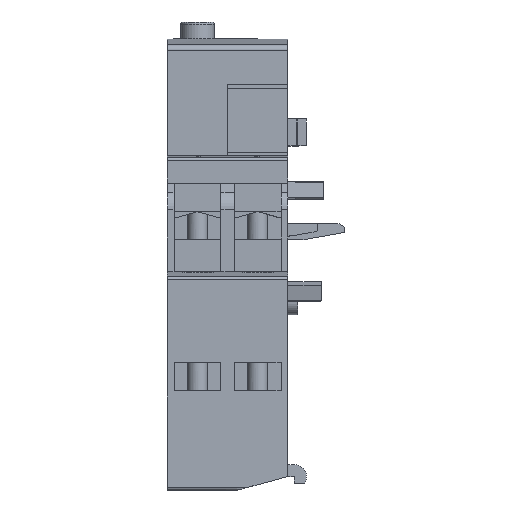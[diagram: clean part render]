
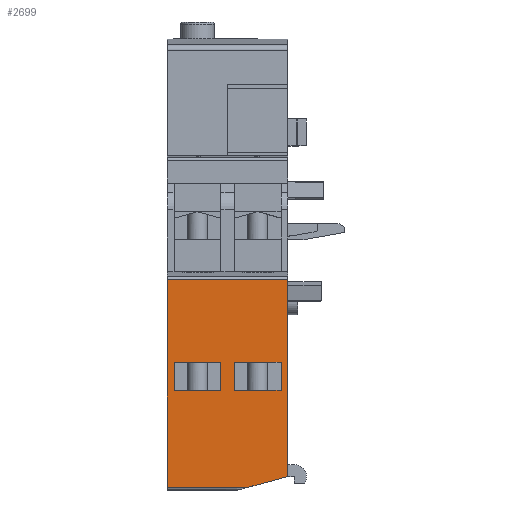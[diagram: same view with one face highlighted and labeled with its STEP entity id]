
A CAD part, front view. The second image highlights one B-rep face of the part: STEP entity #2699.
In plain terms, the highlighted planar face has unit normal (0, -1, 0).
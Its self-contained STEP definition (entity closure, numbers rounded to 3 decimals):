
#2699=ADVANCED_FACE('',(#3474,#3475,#3476),#3174,.T.);
#3174=PLANE('',#11408);
#3474=FACE_BOUND('',#3715,.T.);
#3475=FACE_BOUND('',#3716,.T.);
#3476=FACE_BOUND('',#3717,.T.);
#3715=EDGE_LOOP('',(#4831,#4832,#4833,#4834,#4835));
#3716=EDGE_LOOP('',(#4836,#4837,#4838,#4839));
#3717=EDGE_LOOP('',(#4840,#4841,#4842,#4843));
#4831=ORIENTED_EDGE('',*,*,#8151,.T.);
#4832=ORIENTED_EDGE('',*,*,#8152,.T.);
#4833=ORIENTED_EDGE('',*,*,#7970,.F.);
#4834=ORIENTED_EDGE('',*,*,#7864,.T.);
#4835=ORIENTED_EDGE('',*,*,#8153,.T.);
#4836=ORIENTED_EDGE('',*,*,#8154,.T.);
#4837=ORIENTED_EDGE('',*,*,#8155,.T.);
#4838=ORIENTED_EDGE('',*,*,#8156,.T.);
#4839=ORIENTED_EDGE('',*,*,#8157,.T.);
#4840=ORIENTED_EDGE('',*,*,#8158,.T.);
#4841=ORIENTED_EDGE('',*,*,#8159,.T.);
#4842=ORIENTED_EDGE('',*,*,#8160,.T.);
#4843=ORIENTED_EDGE('',*,*,#8161,.T.);
#6985=VERTEX_POINT('',#14532);
#6986=VERTEX_POINT('',#14534);
#7069=VERTEX_POINT('',#15070);
#7194=VERTEX_POINT('',#15443);
#7195=VERTEX_POINT('',#15444);
#7196=VERTEX_POINT('',#15448);
#7197=VERTEX_POINT('',#15449);
#7198=VERTEX_POINT('',#15451);
#7199=VERTEX_POINT('',#15453);
#7200=VERTEX_POINT('',#15456);
#7201=VERTEX_POINT('',#15457);
#7202=VERTEX_POINT('',#15459);
#7203=VERTEX_POINT('',#15461);
#7864=EDGE_CURVE('',#6986,#6985,#9168,.T.);
#7970=EDGE_CURVE('',#6986,#7069,#9236,.T.);
#8151=EDGE_CURVE('',#7194,#7195,#9409,.T.);
#8152=EDGE_CURVE('',#7195,#7069,#9410,.T.);
#8153=EDGE_CURVE('',#6985,#7194,#9411,.T.);
#8154=EDGE_CURVE('',#7196,#7197,#9412,.T.);
#8155=EDGE_CURVE('',#7197,#7198,#9413,.T.);
#8156=EDGE_CURVE('',#7198,#7199,#9414,.T.);
#8157=EDGE_CURVE('',#7199,#7196,#9415,.T.);
#8158=EDGE_CURVE('',#7200,#7201,#9416,.T.);
#8159=EDGE_CURVE('',#7201,#7202,#9417,.T.);
#8160=EDGE_CURVE('',#7202,#7203,#9418,.T.);
#8161=EDGE_CURVE('',#7203,#7200,#9419,.T.);
#9168=LINE('',#14533,#10067);
#9236=LINE('',#15073,#10135);
#9409=LINE('',#15442,#10308);
#9410=LINE('',#15445,#10309);
#9411=LINE('',#15446,#10310);
#9412=LINE('',#15447,#10311);
#9413=LINE('',#15450,#10312);
#9414=LINE('',#15452,#10313);
#9415=LINE('',#15454,#10314);
#9416=LINE('',#15455,#10315);
#9417=LINE('',#15458,#10316);
#9418=LINE('',#15460,#10317);
#9419=LINE('',#15462,#10318);
#10067=VECTOR('',#12069,1.);
#10135=VECTOR('',#12243,1.);
#10308=VECTOR('',#12562,1.);
#10309=VECTOR('',#12563,1.);
#10310=VECTOR('',#12564,1.);
#10311=VECTOR('',#12565,1.);
#10312=VECTOR('',#12566,1.);
#10313=VECTOR('',#12567,1.);
#10314=VECTOR('',#12568,1.);
#10315=VECTOR('',#12569,1.);
#10316=VECTOR('',#12570,1.);
#10317=VECTOR('',#12571,1.);
#10318=VECTOR('',#12572,1.);
#11408=AXIS2_PLACEMENT_3D('',#15463,#12573,#12574);
#12069=DIRECTION('',(0.,0.,-1.));
#12243=DIRECTION('',(1.,0.,0.));
#12562=DIRECTION('',(0.966,0.,0.259));
#12563=DIRECTION('',(0.,0.,1.));
#12564=DIRECTION('',(1.,0.,0.));
#12565=DIRECTION('',(0.,0.,-1.));
#12566=DIRECTION('',(-1.,0.,0.));
#12567=DIRECTION('',(0.,0.,1.));
#12568=DIRECTION('',(1.,0.,0.));
#12569=DIRECTION('',(0.,0.,-1.));
#12570=DIRECTION('',(-1.,0.,0.));
#12571=DIRECTION('',(0.,0.,1.));
#12572=DIRECTION('',(1.,0.,0.));
#12573=DIRECTION('',(0.,-1.,0.));
#12574=DIRECTION('',(0.,0.,-1.));
#14532=CARTESIAN_POINT('',(0.,0.,0.4));
#14533=CARTESIAN_POINT('',(0.,0.,31.473));
#14534=CARTESIAN_POINT('',(0.,0.,31.473));
#15070=CARTESIAN_POINT('',(18.,0.,31.473));
#15073=CARTESIAN_POINT('',(0.,0.,31.473));
#15442=CARTESIAN_POINT('',(9.479,0.,-0.283));
#15443=CARTESIAN_POINT('',(12.029,0.,0.4));
#15444=CARTESIAN_POINT('',(18.,0.,2.));
#15445=CARTESIAN_POINT('',(18.,0.,15.937));
#15446=CARTESIAN_POINT('',(0.,0.,0.4));
#15447=CARTESIAN_POINT('',(8.,0.,15.937));
#15448=CARTESIAN_POINT('',(8.,0.,19.1));
#15449=CARTESIAN_POINT('',(8.,0.,14.9));
#15450=CARTESIAN_POINT('',(0.,0.,14.9));
#15451=CARTESIAN_POINT('',(1.,0.,14.9));
#15452=CARTESIAN_POINT('',(1.,0.,15.937));
#15453=CARTESIAN_POINT('',(1.,0.,19.1));
#15454=CARTESIAN_POINT('',(0.,0.,19.1));
#15455=CARTESIAN_POINT('',(17.,0.,15.937));
#15456=CARTESIAN_POINT('',(17.,0.,19.1));
#15457=CARTESIAN_POINT('',(17.,0.,14.9));
#15458=CARTESIAN_POINT('',(6.75,0.,14.9));
#15459=CARTESIAN_POINT('',(10.,0.,14.9));
#15460=CARTESIAN_POINT('',(10.,0.,15.937));
#15461=CARTESIAN_POINT('',(10.,0.,19.1));
#15462=CARTESIAN_POINT('',(6.75,0.,19.1));
#15463=CARTESIAN_POINT('',(0.,0.,15.937));
